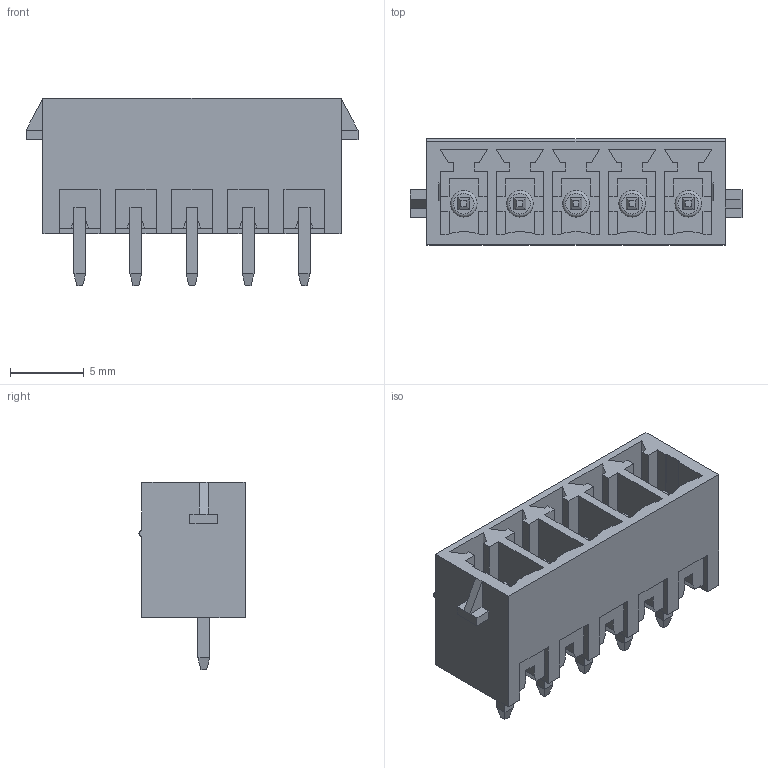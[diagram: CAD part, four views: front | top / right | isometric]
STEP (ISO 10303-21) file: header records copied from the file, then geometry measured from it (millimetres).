
FILE_DESCRIPTION( ( 'Unknown' ), '1' );
FILE_NAME( '691305330005.stp', 'Unknown', ( 'Unknown' ), ( 'Unknown' ), 'PSStep 18.0.17', 'Unknown', ' ' );
FILE_SCHEMA( ( 'AUTOMOTIVE_DESIGN { 1 0 10303 214 1 1 1 1 }' ) );
Length unit declared in the file: millimetre
Products named in the file (3): Assem1; 6913053300xx_PIN; 691305330005
Assembly tree (6 placements, depth 2):
  Assem1
    6913053300xx_PIN  x5
    691305330005
Bounding box: 22.54 x 7.2 x 12.7 mm (x, y, z)
Volume: 668.5 mm3; surface area: 1960.5 mm2
Topology: 6 solids, 6 shells, 317 faces, 852 edges, 552 vertices
Faces by surface type: plane 301, cylinder 11, torus 5
Full cylindrical faces by diameter (mm): 1.8 x5
Entity records: 10402 total; most frequent: CARTESIAN_POINT 1476, ORIENTED_EDGE 1450, DIRECTION 1298, EDGE_CURVE 725, LINE 688, VECTOR 688, VERTEX_POINT 483, AXIS2_PLACEMENT_3D 305
